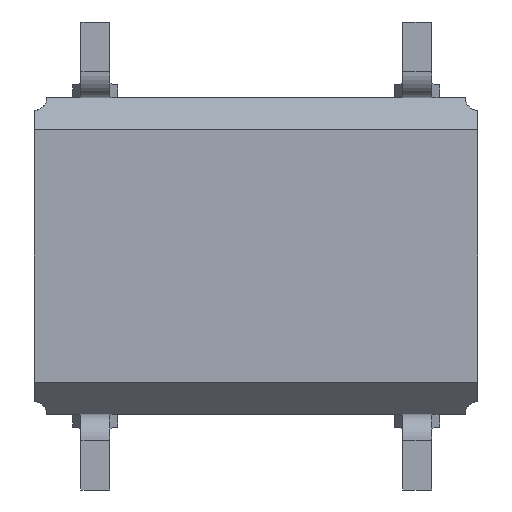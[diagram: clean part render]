
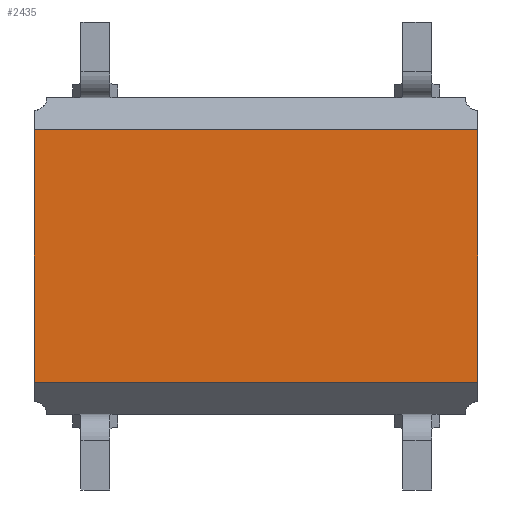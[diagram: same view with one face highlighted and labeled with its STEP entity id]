
A CAD part, front view. The second image highlights one B-rep face of the part: STEP entity #2435.
In plain terms, the highlighted planar face has unit normal (0, -1, 0).
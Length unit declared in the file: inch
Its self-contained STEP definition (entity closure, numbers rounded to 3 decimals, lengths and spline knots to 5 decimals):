
#216 = CARTESIAN_POINT ( 'NONE',  ( -1.83228, -0.14289, 1.07094 ) ) ;
#943 = CARTESIAN_POINT ( 'NONE',  ( -1.55628, -0.14289, 0.89394 ) ) ;
#1207 = FACE_OUTER_BOUND ( 'NONE', #13944, .T. ) ;
#1947 = VECTOR ( 'NONE', #2886, 39.37008 ) ;
#2201 = LINE ( 'NONE', #3817, #10405 ) ;
#2435 = ADVANCED_FACE ( 'NONE', ( #1207 ), #2538, .F. ) ;
#2538 = PLANE ( 'NONE',  #4966 ) ;
#2886 = DIRECTION ( 'NONE',  ( 0., 0., -1. ) ) ;
#3765 = VERTEX_POINT ( 'NONE', #943 ) ;
#3817 = CARTESIAN_POINT ( 'NONE',  ( -1.56428, -0.14289, 0.89394 ) ) ;
#4138 = DIRECTION ( 'NONE',  ( -1., 0., 0. ) ) ;
#4459 = ORIENTED_EDGE ( 'NONE', *, *, #7692, .T. ) ;
#4966 = AXIS2_PLACEMENT_3D ( 'NONE', #8939, #15003, #17694 ) ;
#5824 = VERTEX_POINT ( 'NONE', #8177 ) ;
#5959 = EDGE_CURVE ( 'NONE', #5824, #3765, #2201, .T. ) ;
#6144 = CARTESIAN_POINT ( 'NONE',  ( -1.55628, -0.14289, 1.05094 ) ) ;
#6241 = ORIENTED_EDGE ( 'NONE', *, *, #18616, .F. ) ;
#7185 = LINE ( 'NONE', #14347, #13260 ) ;
#7355 = LINE ( 'NONE', #216, #1947 ) ;
#7692 = EDGE_CURVE ( 'NONE', #15642, #11208, #7185, .T. ) ;
#8177 = CARTESIAN_POINT ( 'NONE',  ( -1.83228, -0.14289, 0.89394 ) ) ;
#8305 = DIRECTION ( 'NONE',  ( 1., 0., 0. ) ) ;
#8939 = CARTESIAN_POINT ( 'NONE',  ( -1.83228, -0.14289, 1.07094 ) ) ;
#10405 = VECTOR ( 'NONE', #8305, 39.37008 ) ;
#10949 = ORIENTED_EDGE ( 'NONE', *, *, #5959, .T. ) ;
#11208 = VERTEX_POINT ( 'NONE', #18437 ) ;
#12162 = EDGE_CURVE ( 'NONE', #11208, #5824, #7355, .T. ) ;
#12482 = LINE ( 'NONE', #16974, #16021 ) ;
#12577 = DIRECTION ( 'NONE',  ( 0., 0., -1. ) ) ;
#12658 = ORIENTED_EDGE ( 'NONE', *, *, #12162, .T. ) ;
#13260 = VECTOR ( 'NONE', #4138, 39.37008 ) ;
#13944 = EDGE_LOOP ( 'NONE', ( #6241, #4459, #12658, #10949 ) ) ;
#14347 = CARTESIAN_POINT ( 'NONE',  ( -1.83228, -0.14289, 1.05094 ) ) ;
#15003 = DIRECTION ( 'NONE',  ( 0., 1., 0. ) ) ;
#15642 = VERTEX_POINT ( 'NONE', #6144 ) ;
#16021 = VECTOR ( 'NONE', #12577, 39.37008 ) ;
#16974 = CARTESIAN_POINT ( 'NONE',  ( -1.55628, -0.14289, 1.07094 ) ) ;
#17694 = DIRECTION ( 'NONE',  ( 0., 0., 1. ) ) ;
#18437 = CARTESIAN_POINT ( 'NONE',  ( -1.83228, -0.14289, 1.05094 ) ) ;
#18616 = EDGE_CURVE ( 'NONE', #15642, #3765, #12482, .T. ) ;
